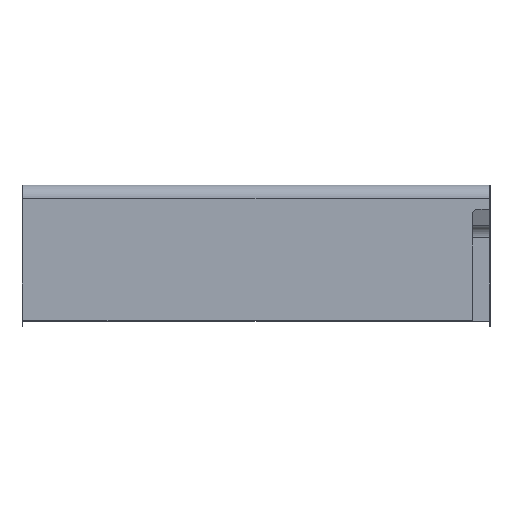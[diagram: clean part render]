
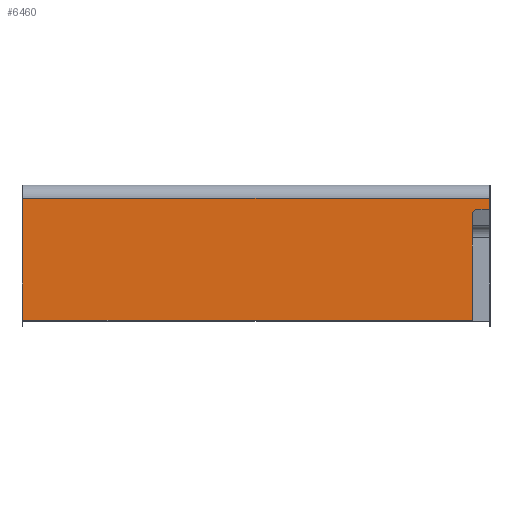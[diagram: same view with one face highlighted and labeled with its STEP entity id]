
A CAD part, top view. The second image highlights one B-rep face of the part: STEP entity #6460.
In plain terms, the highlighted planar face has unit normal (0, 0, 1).
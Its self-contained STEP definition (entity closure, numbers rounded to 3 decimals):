
#95 = LINE ( 'NONE', #5995, #7917 ) ;
#131 = EDGE_CURVE ( 'NONE', #2766, #7001, #3006, .T. ) ;
#191 = CARTESIAN_POINT ( 'NONE',  ( -420.7, 0., 0. ) ) ;
#233 = DIRECTION ( 'NONE',  ( 0., -1., 0. ) ) ;
#302 = EDGE_CURVE ( 'NONE', #2766, #5948, #7936, .T. ) ;
#876 = CARTESIAN_POINT ( 'NONE',  ( -420.7, 0., 0. ) ) ;
#890 = VECTOR ( 'NONE', #233, 1000. ) ;
#928 = DIRECTION ( 'NONE',  ( 1., 0., 0. ) ) ;
#949 = DIRECTION ( 'NONE',  ( 0., 0., -1. ) ) ;
#1161 = DIRECTION ( 'NONE',  ( 1., 0., 0. ) ) ;
#1391 = DIRECTION ( 'NONE',  ( 0., 0., 1. ) ) ;
#1513 = CARTESIAN_POINT ( 'NONE',  ( -15., 96., 0. ) ) ;
#1603 = CARTESIAN_POINT ( 'NONE',  ( -15., 0., 0. ) ) ;
#2103 = LINE ( 'NONE', #4760, #890 ) ;
#2202 = VERTEX_POINT ( 'NONE', #1513 ) ;
#2479 = LINE ( 'NONE', #5873, #8407 ) ;
#2730 = EDGE_CURVE ( 'NONE', #2202, #4093, #7636, .T. ) ;
#2766 = VERTEX_POINT ( 'NONE', #6216 ) ;
#2938 = CARTESIAN_POINT ( 'NONE',  ( 0., 0., 0. ) ) ;
#2992 = CARTESIAN_POINT ( 'NONE',  ( -11., 96., 0. ) ) ;
#3006 = LINE ( 'NONE', #876, #5673 ) ;
#3442 = PLANE ( 'NONE',  #3736 ) ;
#3476 = EDGE_CURVE ( 'NONE', #4303, #4093, #95, .T. ) ;
#3615 = CARTESIAN_POINT ( 'NONE',  ( -420.7, 110., 0. ) ) ;
#3736 = AXIS2_PLACEMENT_3D ( 'NONE', #6152, #1391, #928 ) ;
#4093 = VERTEX_POINT ( 'NONE', #7212 ) ;
#4133 = DIRECTION ( 'NONE',  ( 1., 0., 0. ) ) ;
#4242 = ORIENTED_EDGE ( 'NONE', *, *, #3476, .F. ) ;
#4303 = VERTEX_POINT ( 'NONE', #4934 ) ;
#4706 = DIRECTION ( 'NONE',  ( -1., 0., 0. ) ) ;
#4760 = CARTESIAN_POINT ( 'NONE',  ( -15., 0., 0. ) ) ;
#4851 = VECTOR ( 'NONE', #4133, 1000. ) ;
#4934 = CARTESIAN_POINT ( 'NONE',  ( 0., 100., 0. ) ) ;
#5029 = DIRECTION ( 'NONE',  ( 0., -1., 0. ) ) ;
#5085 = CARTESIAN_POINT ( 'NONE',  ( 0., 110., 0. ) ) ;
#5454 = FACE_OUTER_BOUND ( 'NONE', #8275, .T. ) ;
#5673 = VECTOR ( 'NONE', #6228, 1000. ) ;
#5873 = CARTESIAN_POINT ( 'NONE',  ( -420.7, 0., 0. ) ) ;
#5897 = ORIENTED_EDGE ( 'NONE', *, *, #302, .F. ) ;
#5948 = VERTEX_POINT ( 'NONE', #5085 ) ;
#5995 = CARTESIAN_POINT ( 'NONE',  ( 0., 100., 0. ) ) ;
#6152 = CARTESIAN_POINT ( 'NONE',  ( -420.7, 0., 0. ) ) ;
#6159 = ORIENTED_EDGE ( 'NONE', *, *, #6954, .F. ) ;
#6177 = ORIENTED_EDGE ( 'NONE', *, *, #7184, .T. ) ;
#6216 = CARTESIAN_POINT ( 'NONE',  ( -420.7, 110., 0. ) ) ;
#6223 = EDGE_CURVE ( 'NONE', #5948, #4303, #7573, .T. ) ;
#6228 = DIRECTION ( 'NONE',  ( 0., -1., 0. ) ) ;
#6460 = ADVANCED_FACE ( 'NONE', ( #5454 ), #3442, .T. ) ;
#6750 = ORIENTED_EDGE ( 'NONE', *, *, #131, .T. ) ;
#6765 = DIRECTION ( 'NONE',  ( 1., 0., 0. ) ) ;
#6895 = VECTOR ( 'NONE', #5029, 1000. ) ;
#6954 = EDGE_CURVE ( 'NONE', #2202, #8395, #2103, .T. ) ;
#7001 = VERTEX_POINT ( 'NONE', #191 ) ;
#7088 = ORIENTED_EDGE ( 'NONE', *, *, #2730, .T. ) ;
#7184 = EDGE_CURVE ( 'NONE', #7001, #8395, #2479, .T. ) ;
#7212 = CARTESIAN_POINT ( 'NONE',  ( -11., 100., 0. ) ) ;
#7217 = AXIS2_PLACEMENT_3D ( 'NONE', #2992, #949, #6765 ) ;
#7573 = LINE ( 'NONE', #2938, #6895 ) ;
#7636 = CIRCLE ( 'NONE', #7217, 4. ) ;
#7917 = VECTOR ( 'NONE', #4706, 1000. ) ;
#7936 = LINE ( 'NONE', #3615, #4851 ) ;
#8206 = ORIENTED_EDGE ( 'NONE', *, *, #6223, .F. ) ;
#8275 = EDGE_LOOP ( 'NONE', ( #4242, #8206, #5897, #6750, #6177, #6159, #7088 ) ) ;
#8395 = VERTEX_POINT ( 'NONE', #1603 ) ;
#8407 = VECTOR ( 'NONE', #1161, 1000. ) ;
